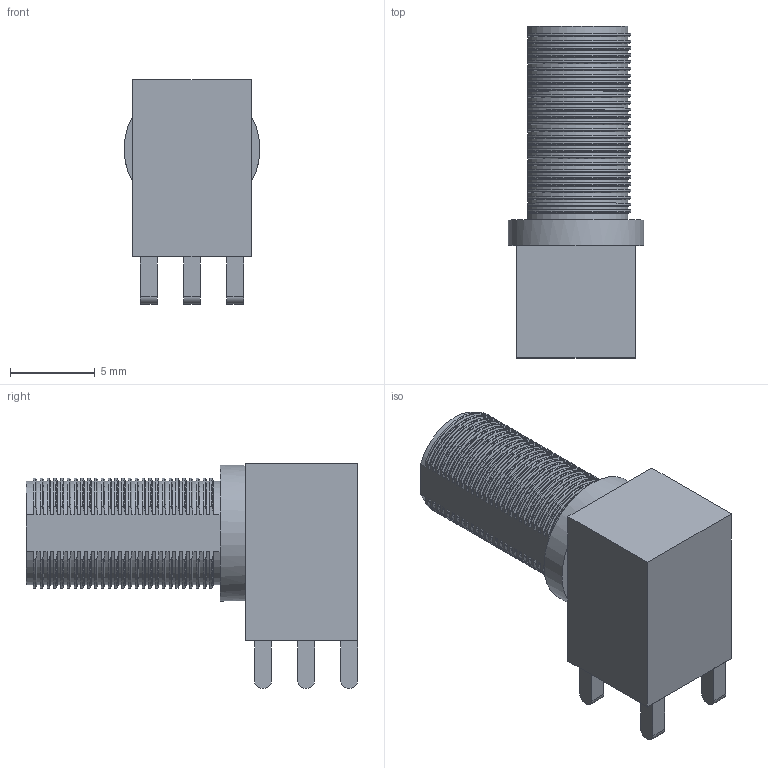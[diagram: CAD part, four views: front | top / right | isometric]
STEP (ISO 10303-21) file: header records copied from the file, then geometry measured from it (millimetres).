
FILE_DESCRIPTION(/* description */ ('model of SMA_Molex_73251-2200_Horizontal'),/* implementation_level */ '2;1');
FILE_NAME(/* name */ 'SMA_Molex_73251-2200_Horizontal.step',/* time_stamp */ '2019-02-19T20:56:40',/* author */ ('kicad StepUp','ksu'),/* organization */ ('FreeCAD'),/* preprocessor_version */ 'OCC',/* originating_system */ 'kicad StepUp',/* authorisation */ '');
FILE_SCHEMA(('AUTOMOTIVE_DESIGN { 1 0 10303 214 1 1 1 1 }'));
Length unit declared in the file: millimetre
Products named in the file (1): SMA_Molex_73251_2200
Bounding box: 8 x 19.55 x 13.23 mm (x, y, z)
Volume: 898.5 mm3; surface area: 908.2 mm2
Topology: 1 solids, 1 shells, 216 faces, 611 edges, 407 vertices
Faces by surface type: plane 95, cylinder 67, cone 54
Full cylindrical faces by diameter (mm): 1.52 x1, 8 x1
Entity records: 8675 total; most frequent: DIRECTION 1348, CARTESIAN_POINT 1235, ORIENTED_EDGE 1222, EDGE_CURVE 611, AXIS2_PLACEMENT_3D 520, VERTEX_POINT 407, LINE 308, VECTOR 308
